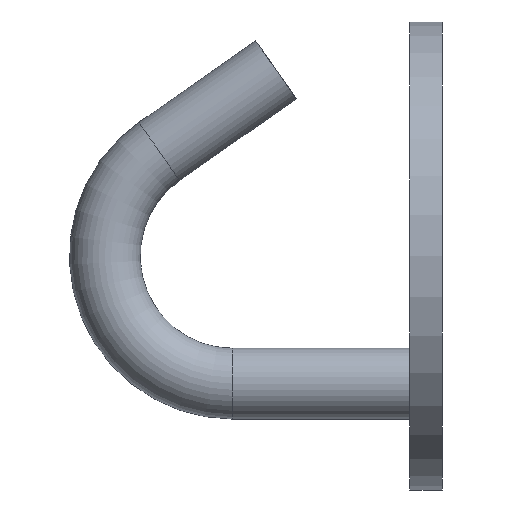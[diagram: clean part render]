
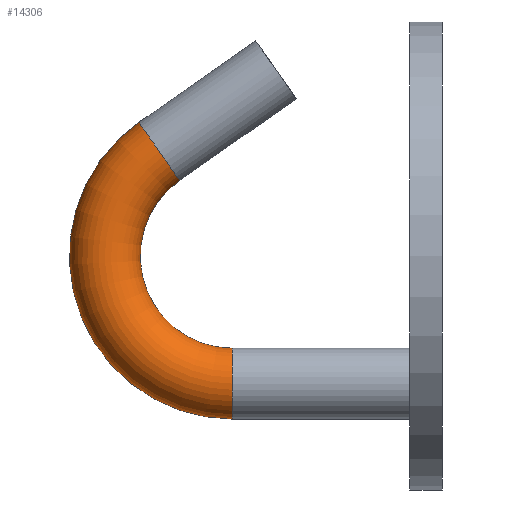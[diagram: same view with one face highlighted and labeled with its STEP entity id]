
A CAD part, left-side view. The second image highlights one B-rep face of the part: STEP entity #14306.
In plain terms, the highlighted toroidal (fillet/blend) face has major radius 9 mm and minor radius 2.5 mm.
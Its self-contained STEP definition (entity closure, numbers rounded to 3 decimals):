
#479 = CARTESIAN_POINT ( 'NONE',  ( 0., 14.8, 0. ) ) ;
#625 = DIRECTION ( 'NONE',  ( 0., 0., -1. ) ) ;
#1436 = EDGE_CURVE ( 'NONE', #13294, #2883, #4112, .T. ) ;
#1441 = CIRCLE ( 'NONE', #14201, 2.5 ) ;
#1639 = DIRECTION ( 'NONE',  ( 1., 0., 0. ) ) ;
#1644 = DIRECTION ( 'NONE',  ( 1., 0., 0. ) ) ;
#2028 = CARTESIAN_POINT ( 'NONE',  ( 0., 21.396, 9.42 ) ) ;
#2356 = CARTESIAN_POINT ( 'NONE',  ( 0., 18.528, 5.324 ) ) ;
#2537 = DIRECTION ( 'NONE',  ( 0., -1., 0. ) ) ;
#2883 = VERTEX_POINT ( 'NONE', #2028 ) ;
#2958 = AXIS2_PLACEMENT_3D ( 'NONE', #13998, #13907, #15305 ) ;
#3383 = EDGE_CURVE ( 'NONE', #10944, #13294, #1441, .T. ) ;
#3468 = ORIENTED_EDGE ( 'NONE', *, *, #1436, .F. ) ;
#3503 = EDGE_LOOP ( 'NONE', ( #3468, #14591, #3872, #11703 ) ) ;
#3872 = ORIENTED_EDGE ( 'NONE', *, *, #10019, .T. ) ;
#3979 = TOROIDAL_SURFACE ( 'NONE', #12438, 9., 2.5 ) ;
#4112 = CIRCLE ( 'NONE', #11848, 11.5 ) ;
#5297 = CIRCLE ( 'NONE', #2958, 2.5 ) ;
#5352 = CARTESIAN_POINT ( 'NONE',  ( 0., 14.8, 0. ) ) ;
#5904 = EDGE_CURVE ( 'NONE', #8685, #2883, #5297, .T. ) ;
#5920 = DIRECTION ( 'NONE',  ( 0., 0., -1. ) ) ;
#7434 = AXIS2_PLACEMENT_3D ( 'NONE', #10633, #14301, #5920 ) ;
#8132 = FACE_OUTER_BOUND ( 'NONE', #3503, .T. ) ;
#8643 = CARTESIAN_POINT ( 'NONE',  ( 0., 14.8, -6.5 ) ) ;
#8685 = VERTEX_POINT ( 'NONE', #2356 ) ;
#8727 = DIRECTION ( 'NONE',  ( 0., 0., -1. ) ) ;
#10019 = EDGE_CURVE ( 'NONE', #10944, #8685, #15651, .T. ) ;
#10633 = CARTESIAN_POINT ( 'NONE',  ( 0., 14.8, 0. ) ) ;
#10944 = VERTEX_POINT ( 'NONE', #8643 ) ;
#11118 = CARTESIAN_POINT ( 'NONE',  ( 0., 14.8, -9. ) ) ;
#11703 = ORIENTED_EDGE ( 'NONE', *, *, #5904, .T. ) ;
#11848 = AXIS2_PLACEMENT_3D ( 'NONE', #5352, #1639, #625 ) ;
#12438 = AXIS2_PLACEMENT_3D ( 'NONE', #479, #1644, #8727 ) ;
#12924 = CARTESIAN_POINT ( 'NONE',  ( 0., 14.8, -11.5 ) ) ;
#13294 = VERTEX_POINT ( 'NONE', #12924 ) ;
#13907 = DIRECTION ( 'NONE',  ( 0., 0.819, -0.574 ) ) ;
#13998 = CARTESIAN_POINT ( 'NONE',  ( 0., 19.962, 7.372 ) ) ;
#14201 = AXIS2_PLACEMENT_3D ( 'NONE', #11118, #2537, #14707 ) ;
#14301 = DIRECTION ( 'NONE',  ( 1., 0., 0. ) ) ;
#14306 = ADVANCED_FACE ( 'NONE', ( #8132 ), #3979, .T. ) ;
#14591 = ORIENTED_EDGE ( 'NONE', *, *, #3383, .F. ) ;
#14707 = DIRECTION ( 'NONE',  ( 0., 0., -1. ) ) ;
#15305 = DIRECTION ( 'NONE',  ( 0., 0.574, 0.819 ) ) ;
#15651 = CIRCLE ( 'NONE', #7434, 6.5 ) ;
